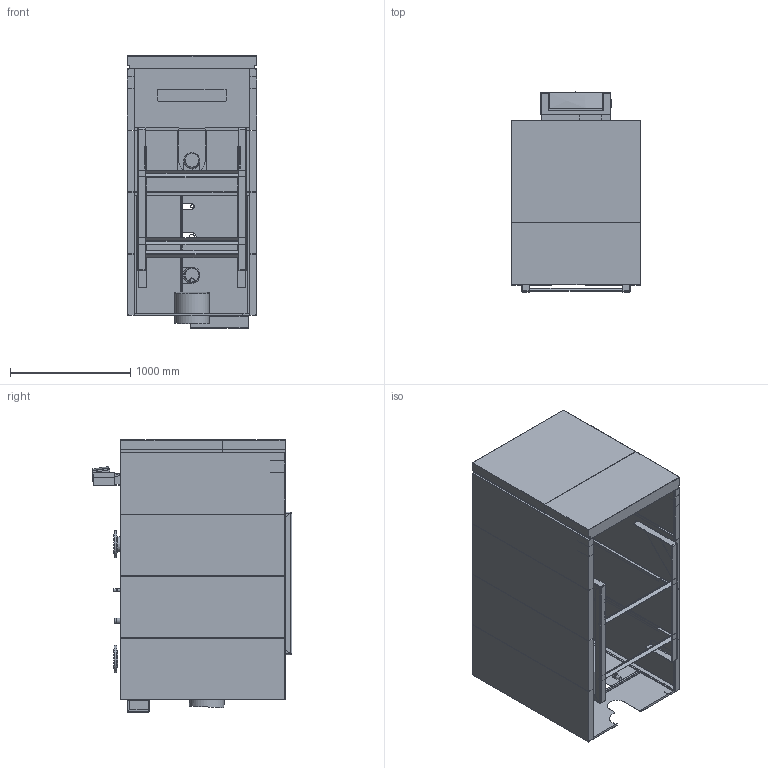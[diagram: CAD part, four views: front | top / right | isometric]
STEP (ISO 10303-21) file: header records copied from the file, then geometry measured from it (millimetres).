
FILE_DESCRIPTION(/* description */ (''),/* implementation_level */ '2;1');
FILE_NAME(/* name */ 'Vitocrossal 200 CM2-400.stp',/* time_stamp */ '2021-01-11T11:46:35-05:00',/* author */ ('pfid'),/* organization */ (''),/* preprocessor_version */ 'ST-DEVELOPER v18',/* originating_system */ 'Autodesk Inventor 2020',/* authorisation */ '');
FILE_SCHEMA (('AUTOMOTIVE_DESIGN { 1 0 10303 214 3 1 1 }'));
Length unit declared in the file: inch
Products named in the file (2): Vitocrossal 200 CM2-400 - Reduced for REVIT; Vitocrossal 200 CM2-400 - Reduced for REVIT_Substitute_1
Assembly tree (1 placements, depth 2):
  Vitocrossal 200 CM2-400 - Reduced for REVIT
    Vitocrossal 200 CM2-400 - Reduced for REVIT_Substitute_1
Bounding box: 1078 x 1661.5 x 2266.5 mm (x, y, z)
Surface area: 25659126.4 mm2 (no closed solid volume)
Topology: 0 solids, 206 shells, 247 faces, 1613 edges, 1553 vertices
Faces by surface type: plane 203, cylinder 23, bspline 17, cone 2, torus 2
Full cylindrical faces by diameter (mm): 25 x1, 26.7 x1, 32 x1, 41.4 x1, 42.164 x1, 42.4 x1, 114.3 x2, 228.6 x2, 288 x1
Entity records: 19735 total; most frequent: CARTESIAN_POINT 7640, DIRECTION 2138, ORIENTED_EDGE 1681, EDGE_CURVE 1610, VERTEX_POINT 1553, LINE 1372, VECTOR 1372, AXIS2_PLACEMENT_3D 383
